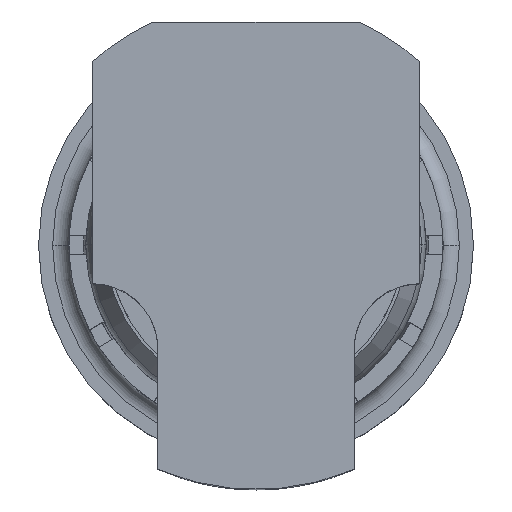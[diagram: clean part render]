
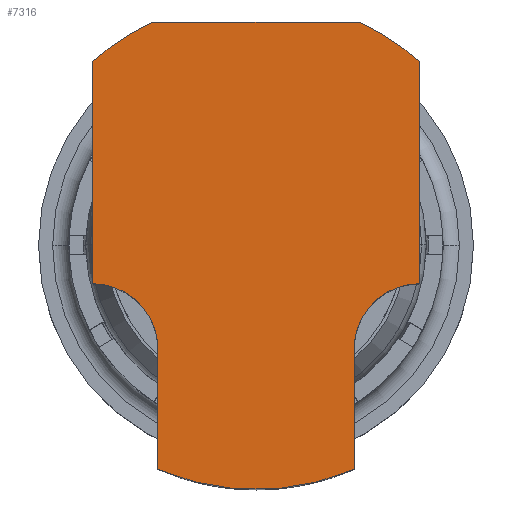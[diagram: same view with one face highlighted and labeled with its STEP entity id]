
A CAD part, top view. The second image highlights one B-rep face of the part: STEP entity #7316.
In plain terms, the highlighted planar face has unit normal (0, 0, 1).
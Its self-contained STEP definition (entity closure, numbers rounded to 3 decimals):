
#3008 = AXIS2_PLACEMENT_3D ( 'NONE', #12837, #12848, #12849 ) ;
#3121 = CARTESIAN_POINT ( 'NONE',  ( -1.5, -3.437, 0. ) ) ;
#3125 = CARTESIAN_POINT ( 'NONE',  ( 1.5, -1.6, 0. ) ) ;
#3157 = CARTESIAN_POINT ( 'NONE',  ( -1.5, -1.6, 0. ) ) ;
#3178 = CARTESIAN_POINT ( 'NONE',  ( 2.5, -0.6, 0. ) ) ;
#3252 = CARTESIAN_POINT ( 'NONE',  ( 2.5, 2.795, 0. ) ) ;
#3260 = CARTESIAN_POINT ( 'NONE',  ( -2.5, 2.795, 0. ) ) ;
#3290 = CARTESIAN_POINT ( 'NONE',  ( -1.582, 3.4, 0. ) ) ;
#3492 = CARTESIAN_POINT ( 'NONE',  ( 1.582, 3.4, 0. ) ) ;
#7155 = VERTEX_POINT ( 'NONE', #12688 ) ;
#7243 = VERTEX_POINT ( 'NONE', #12755 ) ;
#7316 = ADVANCED_FACE ( 'NONE', ( #12844 ), #12845, .T. ) ;
#8003 = EDGE_CURVE ( 'NONE', #8941, #8681, #15726, .T. ) ;
#8004 = EDGE_CURVE ( 'NONE', #8941, #8719, #16702, .T. ) ;
#8005 = EDGE_CURVE ( 'NONE', #8689, #8719, #15725, .T. ) ;
#8006 = EDGE_CURVE ( 'NONE', #8689, #7243, #16710, .T. ) ;
#8007 = EDGE_CURVE ( 'NONE', #7243, #8586, #15731, .T. ) ;
#8008 = EDGE_CURVE ( 'NONE', #8586, #8585, #16708, .T. ) ;
#8009 = EDGE_CURVE ( 'NONE', #7155, #8585, #15734, .T. ) ;
#8010 = EDGE_CURVE ( 'NONE', #7155, #8581, #16722, .T. ) ;
#8011 = EDGE_CURVE ( 'NONE', #8581, #8607, #15737, .T. ) ;
#8012 = EDGE_CURVE ( 'NONE', #8607, #8681, #16721, .T. ) ;
#8581 = VERTEX_POINT ( 'NONE', #3125 ) ;
#8585 = VERTEX_POINT ( 'NONE', #3121 ) ;
#8586 = VERTEX_POINT ( 'NONE', #3157 ) ;
#8607 = VERTEX_POINT ( 'NONE', #3178 ) ;
#8681 = VERTEX_POINT ( 'NONE', #3252 ) ;
#8689 = VERTEX_POINT ( 'NONE', #3260 ) ;
#8719 = VERTEX_POINT ( 'NONE', #3290 ) ;
#8941 = VERTEX_POINT ( 'NONE', #3492 ) ;
#9305 = ORIENTED_EDGE ( 'NONE', *, *, #8003, .F. ) ;
#9306 = ORIENTED_EDGE ( 'NONE', *, *, #8004, .T. ) ;
#9307 = ORIENTED_EDGE ( 'NONE', *, *, #8005, .F. ) ;
#9308 = ORIENTED_EDGE ( 'NONE', *, *, #8006, .T. ) ;
#9309 = ORIENTED_EDGE ( 'NONE', *, *, #8007, .T. ) ;
#9310 = ORIENTED_EDGE ( 'NONE', *, *, #8008, .T. ) ;
#9311 = ORIENTED_EDGE ( 'NONE', *, *, #8009, .F. ) ;
#9312 = ORIENTED_EDGE ( 'NONE', *, *, #8010, .T. ) ;
#9313 = ORIENTED_EDGE ( 'NONE', *, *, #8011, .T. ) ;
#9314 = ORIENTED_EDGE ( 'NONE', *, *, #8012, .T. ) ;
#12098 = EDGE_LOOP ( 'NONE', ( #9305, #9306, #9307, #9308, #9309, #9310, #9311, #9312, #9313, #9314 ) ) ;
#12688 = CARTESIAN_POINT ( 'NONE',  ( 1.5, -3.437, 0. ) ) ;
#12755 = CARTESIAN_POINT ( 'NONE',  ( -2.5, -0.6, 0. ) ) ;
#12837 = CARTESIAN_POINT ( 'NONE',  ( 0., 3.75, 0. ) ) ;
#12844 = FACE_OUTER_BOUND ( 'NONE', #12098, .T. ) ;
#12845 = PLANE ( 'NONE',  #3008 ) ;
#12848 = DIRECTION ( 'NONE',  ( 0., 0., 1. ) ) ;
#12849 = DIRECTION ( 'NONE',  ( 1., 0., 0. ) ) ;
#15723 = VECTOR ( 'NONE', #16707, 1000. ) ;
#15725 = CIRCLE ( 'NONE', #15730, 3.75 ) ;
#15726 = CIRCLE ( 'NONE', #15727, 3.75 ) ;
#15727 = AXIS2_PLACEMENT_3D ( 'NONE', #16703, #16704, #16705 ) ;
#15728 = VECTOR ( 'NONE', #16714, 1000. ) ;
#15729 = VECTOR ( 'NONE', #16726, 1000. ) ;
#15730 = AXIS2_PLACEMENT_3D ( 'NONE', #16711, #16712, #16713 ) ;
#15731 = CIRCLE ( 'NONE', #15733, 1. ) ;
#15732 = VECTOR ( 'NONE', #16719, 1000. ) ;
#15733 = AXIS2_PLACEMENT_3D ( 'NONE', #16716, #16717, #16718 ) ;
#15734 = CIRCLE ( 'NONE', #15736, 3.75 ) ;
#15736 = AXIS2_PLACEMENT_3D ( 'NONE', #16723, #16724, #16725 ) ;
#15737 = CIRCLE ( 'NONE', #15739, 1. ) ;
#15738 = VECTOR ( 'NONE', #16732, 1000. ) ;
#15739 = AXIS2_PLACEMENT_3D ( 'NONE', #16729, #16730, #16731 ) ;
#16669 = CARTESIAN_POINT ( 'NONE',  ( -2.5, 3.4, 0. ) ) ;
#16702 = LINE ( 'NONE', #16669, #15723 ) ;
#16703 = CARTESIAN_POINT ( 'NONE',  ( 0., 0., 0. ) ) ;
#16704 = DIRECTION ( 'NONE',  ( 0., 0., -1. ) ) ;
#16705 = DIRECTION ( 'NONE',  ( -1., 0., 0. ) ) ;
#16706 = CARTESIAN_POINT ( 'NONE',  ( -2.5, 3.4, 0. ) ) ;
#16707 = DIRECTION ( 'NONE',  ( -1., 0., 0. ) ) ;
#16708 = LINE ( 'NONE', #16709, #15732 ) ;
#16709 = CARTESIAN_POINT ( 'NONE',  ( -1.5, -1.6, 0. ) ) ;
#16710 = LINE ( 'NONE', #16706, #15728 ) ;
#16711 = CARTESIAN_POINT ( 'NONE',  ( 0., 0., 0. ) ) ;
#16712 = DIRECTION ( 'NONE',  ( 0., 0., -1. ) ) ;
#16713 = DIRECTION ( 'NONE',  ( -1., 0., 0. ) ) ;
#16714 = DIRECTION ( 'NONE',  ( 0., -1., 0. ) ) ;
#16715 = CARTESIAN_POINT ( 'NONE',  ( 1.5, -1.6, 0. ) ) ;
#16716 = CARTESIAN_POINT ( 'NONE',  ( -2.5, -1.6, 0. ) ) ;
#16717 = DIRECTION ( 'NONE',  ( 0., 0., -1. ) ) ;
#16718 = DIRECTION ( 'NONE',  ( 1., 0., 0. ) ) ;
#16719 = DIRECTION ( 'NONE',  ( 0., -1., 0. ) ) ;
#16720 = CARTESIAN_POINT ( 'NONE',  ( 2.5, 3.4, 0. ) ) ;
#16721 = LINE ( 'NONE', #16720, #15738 ) ;
#16722 = LINE ( 'NONE', #16715, #15729 ) ;
#16723 = CARTESIAN_POINT ( 'NONE',  ( 0., 0., 0. ) ) ;
#16724 = DIRECTION ( 'NONE',  ( 0., 0., -1. ) ) ;
#16725 = DIRECTION ( 'NONE',  ( -1., 0., 0. ) ) ;
#16726 = DIRECTION ( 'NONE',  ( 0., 1., 0. ) ) ;
#16729 = CARTESIAN_POINT ( 'NONE',  ( 2.5, -1.6, 0. ) ) ;
#16730 = DIRECTION ( 'NONE',  ( 0., 0., -1. ) ) ;
#16731 = DIRECTION ( 'NONE',  ( -1., 0., 0. ) ) ;
#16732 = DIRECTION ( 'NONE',  ( 0., 1., 0. ) ) ;
